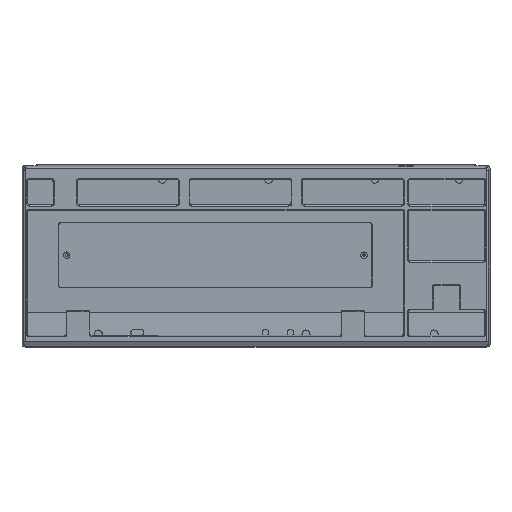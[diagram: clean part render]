
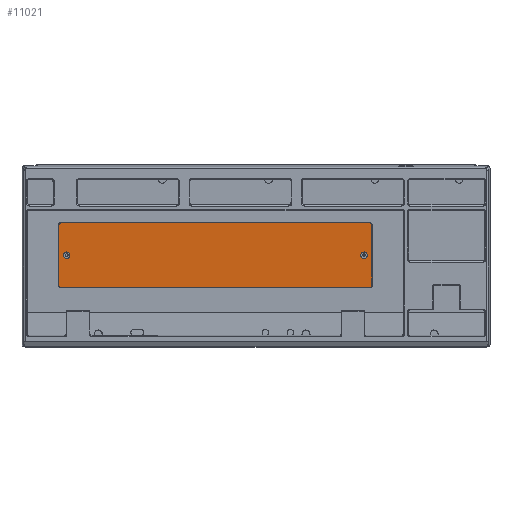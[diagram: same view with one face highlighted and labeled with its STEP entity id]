
A CAD part, top view. The second image highlights one B-rep face of the part: STEP entity #11021.
In plain terms, the highlighted planar face has unit normal (0, -0.079, 0.997).
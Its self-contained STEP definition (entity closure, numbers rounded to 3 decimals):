
#208=FACE_BOUND('',#3651,.T.);
#209=FACE_BOUND('',#3652,.T.);
#1120=LINE('',#19395,#2042);
#1126=LINE('',#19415,#2048);
#1129=LINE('',#19423,#2051);
#1131=LINE('',#19429,#2053);
#2042=VECTOR('',#15826,10.);
#2048=VECTOR('',#15846,10.);
#2051=VECTOR('',#15855,10.);
#2053=VECTOR('',#15863,10.);
#2978=FACE_OUTER_BOUND('',#3650,.T.);
#3650=EDGE_LOOP('',(#10156,#10157,#10158,#10159,#10160,#10161,#10162,#10163));
#3651=EDGE_LOOP('',(#10164));
#3652=EDGE_LOOP('',(#10165));
#4283=CIRCLE('',#12327,2.5);
#4286=CIRCLE('',#12332,2.5);
#4288=CIRCLE('',#12336,2.);
#4293=CIRCLE('',#12344,2.);
#4294=CIRCLE('',#12347,2.);
#4295=CIRCLE('',#12350,2.);
#5306=VERTEX_POINT('',#19364);
#5309=VERTEX_POINT('',#19374);
#5311=VERTEX_POINT('',#19382);
#5312=VERTEX_POINT('',#19383);
#5316=VERTEX_POINT('',#19393);
#5322=VERTEX_POINT('',#19409);
#5323=VERTEX_POINT('',#19413);
#5324=VERTEX_POINT('',#19417);
#5325=VERTEX_POINT('',#19421);
#5326=VERTEX_POINT('',#19425);
#6908=EDGE_CURVE('',#5306,#5306,#4283,.T.);
#6913=EDGE_CURVE('',#5309,#5309,#4286,.T.);
#6916=EDGE_CURVE('',#5311,#5312,#4288,.T.);
#6922=EDGE_CURVE('',#5311,#5316,#1120,.T.);
#6929=EDGE_CURVE('',#5322,#5316,#4293,.T.);
#6932=EDGE_CURVE('',#5322,#5323,#1126,.T.);
#6933=EDGE_CURVE('',#5324,#5323,#4294,.T.);
#6936=EDGE_CURVE('',#5324,#5325,#1129,.T.);
#6937=EDGE_CURVE('',#5326,#5325,#4295,.T.);
#6939=EDGE_CURVE('',#5326,#5312,#1131,.T.);
#10156=ORIENTED_EDGE('',*,*,#6916,.F.);
#10157=ORIENTED_EDGE('',*,*,#6922,.T.);
#10158=ORIENTED_EDGE('',*,*,#6929,.F.);
#10159=ORIENTED_EDGE('',*,*,#6932,.T.);
#10160=ORIENTED_EDGE('',*,*,#6933,.F.);
#10161=ORIENTED_EDGE('',*,*,#6936,.T.);
#10162=ORIENTED_EDGE('',*,*,#6937,.F.);
#10163=ORIENTED_EDGE('',*,*,#6939,.T.);
#10164=ORIENTED_EDGE('',*,*,#6908,.T.);
#10165=ORIENTED_EDGE('',*,*,#6913,.T.);
#10404=PLANE('',#12352);
#11021=ADVANCED_FACE('',(#2978,#208,#209),#10404,.T.);
#12327=AXIS2_PLACEMENT_3D('',#19366,#15795,#15796);
#12332=AXIS2_PLACEMENT_3D('',#19376,#15807,#15808);
#12336=AXIS2_PLACEMENT_3D('',#19384,#15816,#15817);
#12344=AXIS2_PLACEMENT_3D('',#19410,#15840,#15841);
#12347=AXIS2_PLACEMENT_3D('',#19418,#15849,#15850);
#12350=AXIS2_PLACEMENT_3D('',#19426,#15858,#15859);
#12352=AXIS2_PLACEMENT_3D('',#19430,#15864,#15865);
#15795=DIRECTION('center_axis',(0.,0.078,-0.997));
#15796=DIRECTION('ref_axis',(1.,0.,0.));
#15807=DIRECTION('center_axis',(0.,0.078,-0.997));
#15808=DIRECTION('ref_axis',(1.,0.,0.));
#15816=DIRECTION('center_axis',(0.,0.078,-0.997));
#15817=DIRECTION('ref_axis',(0.707,-0.705,-0.055));
#15826=DIRECTION('',(0.,0.997,0.078));
#15840=DIRECTION('center_axis',(0.,0.078,-0.997));
#15841=DIRECTION('ref_axis',(0.707,0.705,0.055));
#15846=DIRECTION('',(-1.,0.,0.));
#15849=DIRECTION('center_axis',(0.,0.078,-0.997));
#15850=DIRECTION('ref_axis',(-0.707,0.705,0.055));
#15855=DIRECTION('',(0.,-0.997,-0.078));
#15858=DIRECTION('center_axis',(0.,0.078,-0.997));
#15859=DIRECTION('ref_axis',(-0.707,-0.705,-0.055));
#15863=DIRECTION('',(1.,0.,0.));
#15864=DIRECTION('center_axis',(0.,-0.078,0.997));
#15865=DIRECTION('ref_axis',(1.,0.,0.));
#19364=CARTESIAN_POINT('',(-15.812,12.386,-4.521));
#19366=CARTESIAN_POINT('Origin',(-13.312,12.386,-4.521));
#19374=CARTESIAN_POINT('',(210.817,12.386,-4.521));
#19376=CARTESIAN_POINT('Origin',(213.317,12.386,-4.521));
#19382=CARTESIAN_POINT('',(219.317,-10.344,-6.31));
#19383=CARTESIAN_POINT('',(217.317,-12.337,-6.466));
#19384=CARTESIAN_POINT('Origin',(217.317,-10.344,-6.31));
#19393=CARTESIAN_POINT('',(219.317,35.116,-2.732));
#19395=CARTESIAN_POINT('',(219.317,-12.337,-6.466));
#19409=CARTESIAN_POINT('',(217.317,37.11,-2.575));
#19410=CARTESIAN_POINT('Origin',(217.317,35.116,-2.732));
#19413=CARTESIAN_POINT('',(-17.312,37.11,-2.575));
#19415=CARTESIAN_POINT('',(219.317,37.11,-2.575));
#19417=CARTESIAN_POINT('',(-19.312,35.116,-2.732));
#19418=CARTESIAN_POINT('Origin',(-17.312,35.116,-2.732));
#19421=CARTESIAN_POINT('',(-19.312,-10.344,-6.31));
#19423=CARTESIAN_POINT('',(-19.312,37.11,-2.575));
#19425=CARTESIAN_POINT('',(-17.312,-12.337,-6.466));
#19426=CARTESIAN_POINT('Origin',(-17.312,-10.344,-6.31));
#19429=CARTESIAN_POINT('',(-19.312,-12.337,-6.466));
#19430=CARTESIAN_POINT('Origin',(100.002,12.386,-4.521));
